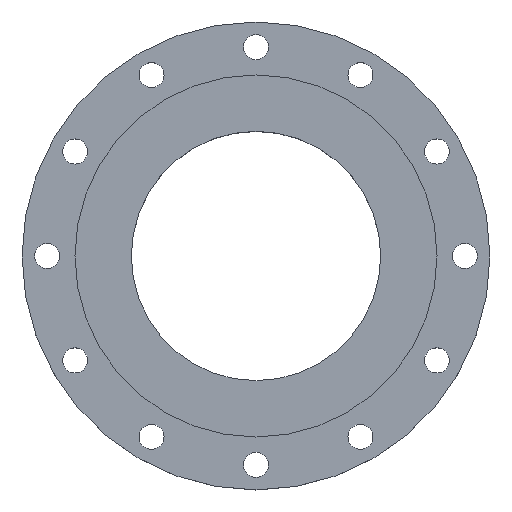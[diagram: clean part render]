
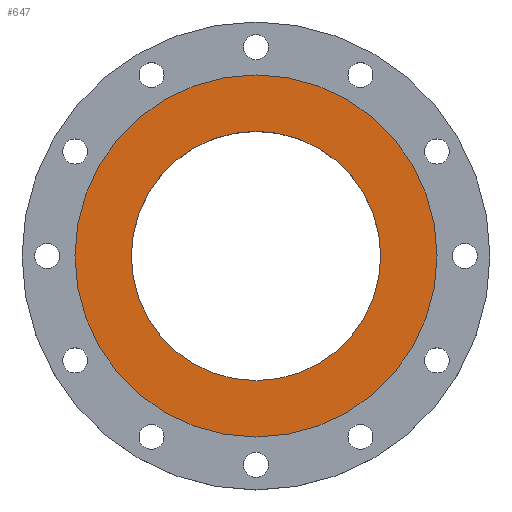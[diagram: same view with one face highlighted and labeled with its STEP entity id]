
A CAD part, top view. The second image highlights one B-rep face of the part: STEP entity #647.
In plain terms, the highlighted planar face has unit normal (0, 0, 1).
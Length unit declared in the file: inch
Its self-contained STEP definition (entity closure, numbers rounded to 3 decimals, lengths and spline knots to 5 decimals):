
#62 = AXIS2_PLACEMENT_3D ( 'NONE', #1027, #77, #329 ) ;
#77 = DIRECTION ( 'NONE',  ( 0., 0., 1. ) ) ;
#113 = AXIS2_PLACEMENT_3D ( 'NONE', #184, #211, #432 ) ;
#152 = CARTESIAN_POINT ( 'NONE',  ( 5.59375, 0., 0. ) ) ;
#176 = CARTESIAN_POINT ( 'NONE',  ( 0., 0., 0. ) ) ;
#184 = CARTESIAN_POINT ( 'NONE',  ( 0., 0., 0. ) ) ;
#211 = DIRECTION ( 'NONE',  ( 0., 0., 1. ) ) ;
#261 = ORIENTED_EDGE ( 'NONE', *, *, #1061, .F. ) ;
#271 = FACE_OUTER_BOUND ( 'NONE', #411, .T. ) ;
#329 = DIRECTION ( 'NONE',  ( 1., 0., 0. ) ) ;
#379 = CARTESIAN_POINT ( 'NONE',  ( 8.125, 0., 0. ) ) ;
#386 = EDGE_CURVE ( 'NONE', #1293, #404, #1132, .T. ) ;
#404 = VERTEX_POINT ( 'NONE', #452 ) ;
#411 = EDGE_LOOP ( 'NONE', ( #759, #992 ) ) ;
#413 = CIRCLE ( 'NONE', #1252, 8.125 ) ;
#422 = FACE_BOUND ( 'NONE', #922, .T. ) ;
#432 = DIRECTION ( 'NONE',  ( 1., 0., 0. ) ) ;
#452 = CARTESIAN_POINT ( 'NONE',  ( -5.59375, 0., 0. ) ) ;
#470 = ORIENTED_EDGE ( 'NONE', *, *, #386, .F. ) ;
#497 = CARTESIAN_POINT ( 'NONE',  ( 0., 0., 0. ) ) ;
#572 = CARTESIAN_POINT ( 'NONE',  ( -8.125, 0., 0. ) ) ;
#585 = DIRECTION ( 'NONE',  ( 1., 0., 0. ) ) ;
#647 = ADVANCED_FACE ( 'NONE', ( #422, #271 ), #1338, .F. ) ;
#705 = VERTEX_POINT ( 'NONE', #572 ) ;
#743 = DIRECTION ( 'NONE',  ( 0., 0., -1. ) ) ;
#759 = ORIENTED_EDGE ( 'NONE', *, *, #778, .T. ) ;
#778 = EDGE_CURVE ( 'NONE', #1251, #705, #413, .T. ) ;
#784 = DIRECTION ( 'NONE',  ( 1., 0., 0. ) ) ;
#922 = EDGE_LOOP ( 'NONE', ( #470, #261 ) ) ;
#992 = ORIENTED_EDGE ( 'NONE', *, *, #1033, .T. ) ;
#1027 = CARTESIAN_POINT ( 'NONE',  ( 0., 0., 0. ) ) ;
#1033 = EDGE_CURVE ( 'NONE', #705, #1251, #1254, .T. ) ;
#1044 = CIRCLE ( 'NONE', #1373, 5.59375 ) ;
#1061 = EDGE_CURVE ( 'NONE', #404, #1293, #1044, .T. ) ;
#1083 = DIRECTION ( 'NONE',  ( -1., 0., 0. ) ) ;
#1132 = CIRCLE ( 'NONE', #62, 5.59375 ) ;
#1206 = CARTESIAN_POINT ( 'NONE',  ( 0., 5.59375, 0. ) ) ;
#1251 = VERTEX_POINT ( 'NONE', #379 ) ;
#1252 = AXIS2_PLACEMENT_3D ( 'NONE', #497, #1501, #585 ) ;
#1254 = CIRCLE ( 'NONE', #113, 8.125 ) ;
#1293 = VERTEX_POINT ( 'NONE', #152 ) ;
#1298 = AXIS2_PLACEMENT_3D ( 'NONE', #1206, #743, #1083 ) ;
#1338 = PLANE ( 'NONE',  #1298 ) ;
#1373 = AXIS2_PLACEMENT_3D ( 'NONE', #176, #1474, #784 ) ;
#1474 = DIRECTION ( 'NONE',  ( 0., 0., 1. ) ) ;
#1501 = DIRECTION ( 'NONE',  ( 0., 0., 1. ) ) ;
